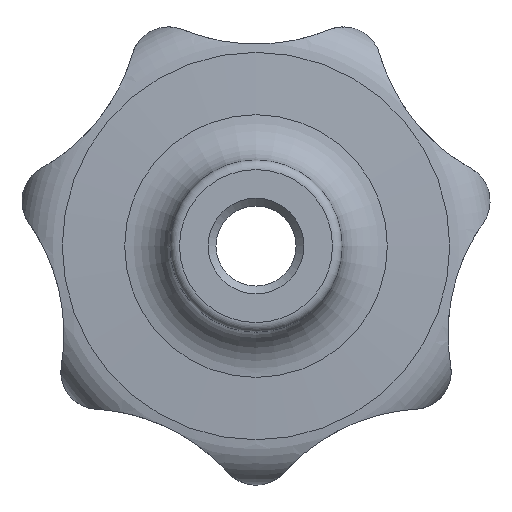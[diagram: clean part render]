
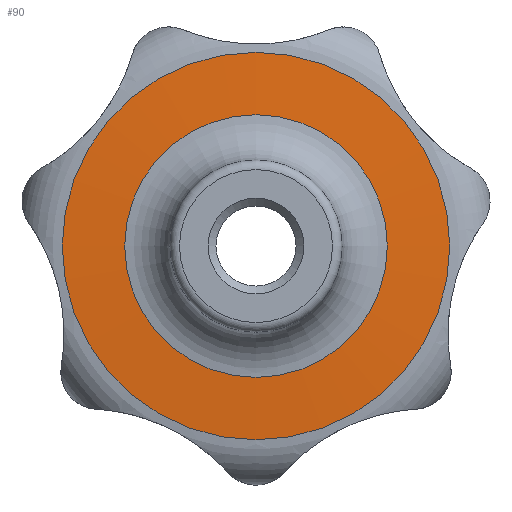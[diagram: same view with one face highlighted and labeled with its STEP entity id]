
A CAD part, front view. The second image highlights one B-rep face of the part: STEP entity #90.
In plain terms, the highlighted conical face has half-angle 87 degrees and reference radius 20.262 mm.
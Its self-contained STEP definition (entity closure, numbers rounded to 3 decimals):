
#90 = ADVANCED_FACE( '', ( #189, #190 ), #191, .T. );
#189 = FACE_BOUND( '', #286, .T. );
#190 = FACE_OUTER_BOUND( '', #287, .T. );
#191 = CONICAL_SURFACE( '', #288, 20.262, 1.518 );
#286 = EDGE_LOOP( '', ( #485 ) );
#287 = EDGE_LOOP( '', ( #486 ) );
#288 = AXIS2_PLACEMENT_3D( '', #487, #488, #489 );
#485 = ORIENTED_EDGE( '', *, *, #608, .F. );
#486 = ORIENTED_EDGE( '', *, *, #601, .T. );
#487 = CARTESIAN_POINT( '', ( 0., 17.007, 0. ) );
#488 = DIRECTION( '', ( 0., 1., 0. ) );
#489 = DIRECTION( '', ( 0., 0., 1. ) );
#601 = EDGE_CURVE( '', #731, #731, #732, .T. );
#608 = EDGE_CURVE( '', #739, #739, #740, .T. );
#731 = VERTEX_POINT( '', #1581 );
#732 = CIRCLE( '', #1582, 20.262 );
#739 = VERTEX_POINT( '', #1590 );
#740 = CIRCLE( '', #1591, 13.738 );
#1581 = CARTESIAN_POINT( '', ( 0., 17.007, -20.262 ) );
#1582 = AXIS2_PLACEMENT_3D( '', #1639, #1640, #1641 );
#1590 = CARTESIAN_POINT( '', ( 0., 16.665, -13.738 ) );
#1591 = AXIS2_PLACEMENT_3D( '', #1643, #1644, #1645 );
#1639 = CARTESIAN_POINT( '', ( 0., 17.007, 0. ) );
#1640 = DIRECTION( '', ( 0., -1., 0. ) );
#1641 = DIRECTION( '', ( 0., 0., -1. ) );
#1643 = CARTESIAN_POINT( '', ( 0., 16.665, 0. ) );
#1644 = DIRECTION( '', ( 0., -1., 0. ) );
#1645 = DIRECTION( '', ( 0., 0., -1. ) );
